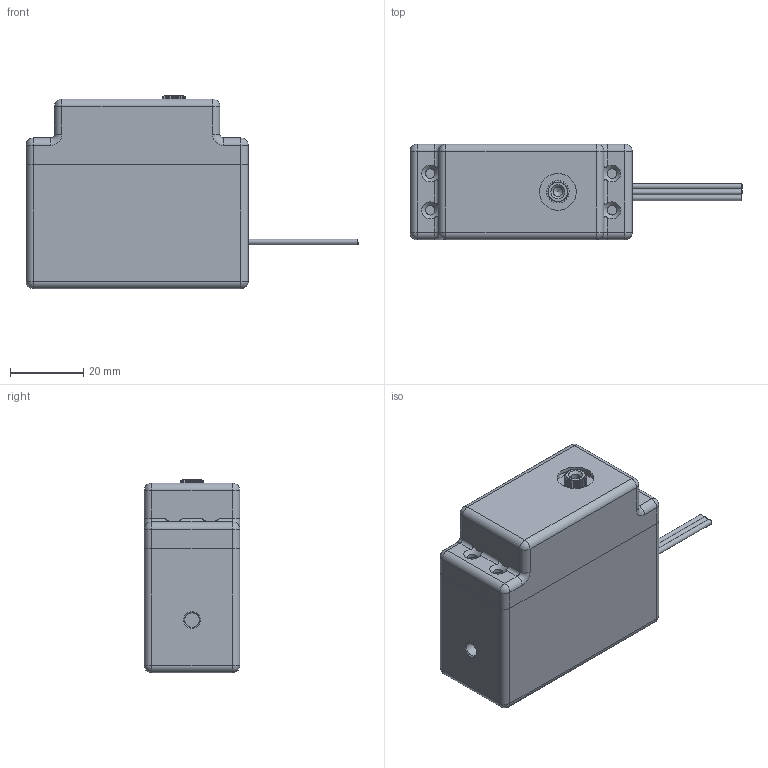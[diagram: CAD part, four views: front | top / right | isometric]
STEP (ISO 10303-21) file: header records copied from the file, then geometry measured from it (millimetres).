
FILE_DESCRIPTION(/* description */ (''),/* implementation_level */ '2;1');
FILE_NAME(/* name */ 'коробка + сервак.stp',/* time_stamp */ '2023-02-20T21:57:46+03:00',/* author */ ('Tasya'),/* organization */ (''),/* preprocessor_version */ 'ST-DEVELOPER v18.1',/* originating_system */ 'Autodesk Inventor 2021',/* authorisation */ '');
FILE_SCHEMA (('AUTOMOTIVE_DESIGN { 1 0 10303 214 3 1 1 }'));
Length unit declared in the file: millimetre
Products named in the file (3): коробка + сервак; коробка сервак; сервопривод
Assembly tree (2 placements, depth 2):
  коробка + сервак
    коробка сервак
    сервопривод
Bounding box: 90.35 x 26 x 52.6 mm (x, y, z)
Volume: 65631.9 mm3; surface area: 33746 mm2
Topology: 14 solids, 14 shells, 696 faces, 1857 edges, 1186 vertices
Faces by surface type: plane 277, cylinder 189, bspline 82, cone 64, torus 48, sphere 36
Full cylindrical faces by diameter (mm): 1.5 x3, 2.5 x1, 2.6 x4, 3.3 x4, 3.9 x3, 4.2 x4, 5.3 x2, 10 x1
Entity records: 25624 total; most frequent: CARTESIAN_POINT 8387, ORIENTED_EDGE 3680, DIRECTION 3660, EDGE_CURVE 1840, AXIS2_PLACEMENT_3D 1439, VERTEX_POINT 1186, LINE 782, VECTOR 782
